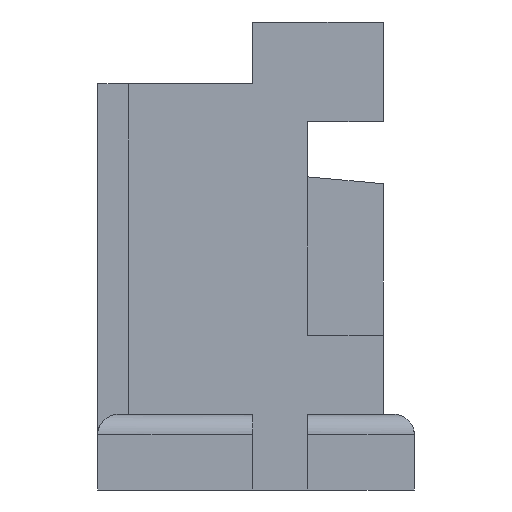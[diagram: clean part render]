
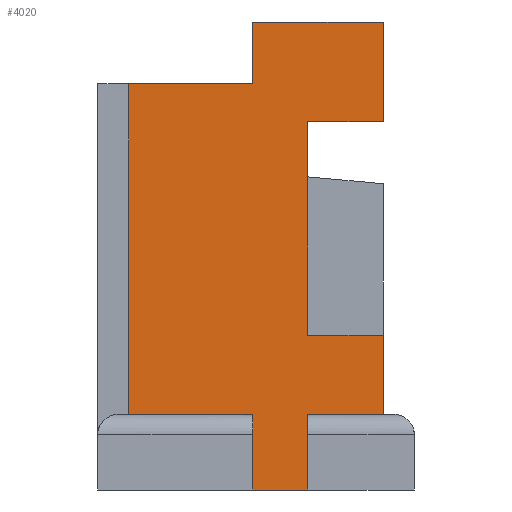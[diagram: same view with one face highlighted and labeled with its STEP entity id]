
A CAD part, left-side view. The second image highlights one B-rep face of the part: STEP entity #4020.
In plain terms, the highlighted planar face has unit normal (-1, 0, 0).
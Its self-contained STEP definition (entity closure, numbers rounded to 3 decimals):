
#2830=CARTESIAN_POINT('',(-5.363,-0.23,-0.25));
#2840=DIRECTION('',(-1.,-0.,0.));
#2850=DIRECTION('',(0.,0.,-1.));
#2860=AXIS2_PLACEMENT_3D('',#2830,#2840,#2850);
#2870=PLANE('',#2860);
#2880=CARTESIAN_POINT('',(-5.363,0.,-1.45));
#2890=DIRECTION('',(0.,-1.,0.));
#2900=VECTOR('',#2890,1.);
#2910=LINE('',#2880,#2900);
#2920=CARTESIAN_POINT('',(-5.363,-1.03,-1.45));
#2930=VERTEX_POINT('',#2920);
#2940=CARTESIAN_POINT('',(-5.363,-2.13,-1.45));
#2950=VERTEX_POINT('',#2940);
#2960=EDGE_CURVE('',#2930,#2950,#2910,.T.);
#2970=ORIENTED_EDGE('',*,*,#2960,.T.);
#2980=CARTESIAN_POINT('',(-5.363,-1.03,0.));
#2990=DIRECTION('',(0.,0.,-1.));
#3000=VECTOR('',#2990,1.);
#3010=LINE('',#2980,#3000);
#3020=CARTESIAN_POINT('',(-5.363,-1.03,-4.55));
#3030=VERTEX_POINT('',#3020);
#3040=EDGE_CURVE('',#2930,#3030,#3010,.T.);
#3050=ORIENTED_EDGE('',*,*,#3040,.F.);
#3060=CARTESIAN_POINT('',(-5.363,0.,-4.55));
#3070=DIRECTION('',(0.,1.,0.));
#3080=VECTOR('',#3070,1.);
#3090=LINE('',#3060,#3080);
#3100=CARTESIAN_POINT('',(-5.363,-2.13,-4.55));
#3110=VERTEX_POINT('',#3100);
#3120=EDGE_CURVE('',#3110,#3030,#3090,.T.);
#3130=ORIENTED_EDGE('',*,*,#3120,.T.);
#3140=CARTESIAN_POINT('',(-5.363,-2.13,0.));
#3150=DIRECTION('',(0.,0.,-1.));
#3160=VECTOR('',#3150,1.);
#3170=LINE('',#3140,#3160);
#3180=CARTESIAN_POINT('',(-5.363,-2.13,-5.7));
#3190=VERTEX_POINT('',#3180);
#3200=EDGE_CURVE('',#3110,#3190,#3170,.T.);
#3210=ORIENTED_EDGE('',*,*,#3200,.F.);
#3220=CARTESIAN_POINT('',(-5.363,0.,-5.7));
#3230=DIRECTION('',(0.,1.,0.));
#3240=VECTOR('',#3230,1.);
#3250=LINE('',#3220,#3240);
#3260=CARTESIAN_POINT('',(-5.363,-1.03,-5.7));
#3270=VERTEX_POINT('',#3260);
#3280=EDGE_CURVE('',#3190,#3270,#3250,.T.);
#3290=ORIENTED_EDGE('',*,*,#3280,.F.);
#3300=CARTESIAN_POINT('',(-5.363,-1.03,0.));
#3310=DIRECTION('',(0.,0.,1.));
#3320=VECTOR('',#3310,1.);
#3330=LINE('',#3300,#3320);
#3340=CARTESIAN_POINT('',(-5.363,-1.03,-6.8));
#3350=VERTEX_POINT('',#3340);
#3360=EDGE_CURVE('',#3350,#3270,#3330,.T.);
#3370=ORIENTED_EDGE('',*,*,#3360,.T.);
#3380=CARTESIAN_POINT('',(-5.363,0.,-6.8));
#3390=DIRECTION('',(0.,1.,0.));
#3400=VECTOR('',#3390,1.);
#3410=LINE('',#3380,#3400);
#3420=CARTESIAN_POINT('',(-5.363,-0.23,-6.8));
#3430=VERTEX_POINT('',#3420);
#3440=EDGE_CURVE('',#3350,#3430,#3410,.T.);
#3450=ORIENTED_EDGE('',*,*,#3440,.F.);
#3460=CARTESIAN_POINT('',(-5.363,-0.23,0.));
#3470=DIRECTION('',(0.,0.,-1.));
#3480=VECTOR('',#3470,1.);
#3490=LINE('',#3460,#3480);
#3500=CARTESIAN_POINT('',(-5.363,-0.23,-5.7));
#3510=VERTEX_POINT('',#3500);
#3520=EDGE_CURVE('',#3510,#3430,#3490,.T.);
#3530=ORIENTED_EDGE('',*,*,#3520,.T.);
#3540=CARTESIAN_POINT('',(-5.363,0.,-5.7));
#3550=DIRECTION('',(0.,1.,0.));
#3560=VECTOR('',#3550,1.);
#3570=LINE('',#3540,#3560);
#3580=CARTESIAN_POINT('',(-5.363,1.57,-5.7));
#3590=VERTEX_POINT('',#3580);
#3600=EDGE_CURVE('',#3510,#3590,#3570,.T.);
#3610=ORIENTED_EDGE('',*,*,#3600,.F.);
#3620=CARTESIAN_POINT('',(-5.363,1.57,-1.15));
#3630=DIRECTION('',(0.,0.,1.));
#3640=VECTOR('',#3630,1.);
#3650=LINE('',#3620,#3640);
#3660=CARTESIAN_POINT('',(-5.363,1.57,-0.9));
#3670=VERTEX_POINT('',#3660);
#3680=EDGE_CURVE('',#3590,#3670,#3650,.T.);
#3690=ORIENTED_EDGE('',*,*,#3680,.F.);
#3700=CARTESIAN_POINT('',(-5.363,0.,-0.9));
#3710=DIRECTION('',(0.,1.,0.));
#3720=VECTOR('',#3710,1.);
#3730=LINE('',#3700,#3720);
#3740=CARTESIAN_POINT('',(-5.363,-0.23,-0.9));
#3750=VERTEX_POINT('',#3740);
#3760=EDGE_CURVE('',#3750,#3670,#3730,.T.);
#3770=ORIENTED_EDGE('',*,*,#3760,.T.);
#3780=CARTESIAN_POINT('',(-5.363,-0.23,0.));
#3790=DIRECTION('',(0.,0.,1.));
#3800=VECTOR('',#3790,1.);
#3810=LINE('',#3780,#3800);
#3820=CARTESIAN_POINT('',(-5.363,-0.23,0.));
#3830=VERTEX_POINT('',#3820);
#3840=EDGE_CURVE('',#3750,#3830,#3810,.T.);
#3850=ORIENTED_EDGE('',*,*,#3840,.F.);
#3860=CARTESIAN_POINT('',(-5.363,0.,0.));
#3870=DIRECTION('',(0.,-1.,0.));
#3880=VECTOR('',#3870,1.);
#3890=LINE('',#3860,#3880);
#3900=CARTESIAN_POINT('',(-5.363,-2.13,0.));
#3910=VERTEX_POINT('',#3900);
#3920=EDGE_CURVE('',#3830,#3910,#3890,.T.);
#3930=ORIENTED_EDGE('',*,*,#3920,.F.);
#3940=CARTESIAN_POINT('',(-5.363,-2.13,0.));
#3950=DIRECTION('',(0.,0.,-1.));
#3960=VECTOR('',#3950,1.);
#3970=LINE('',#3940,#3960);
#3980=EDGE_CURVE('',#3910,#2950,#3970,.T.);
#3990=ORIENTED_EDGE('',*,*,#3980,.F.);
#4000=EDGE_LOOP('',(#3990,#3930,#3850,#3770,#3690,#3610,#3530,#3450,
#3370,#3290,#3210,#3130,#3050,#2970));
#4010=FACE_OUTER_BOUND('',#4000,.T.);
#4020=ADVANCED_FACE('',(#4010),#2870,.T.);
